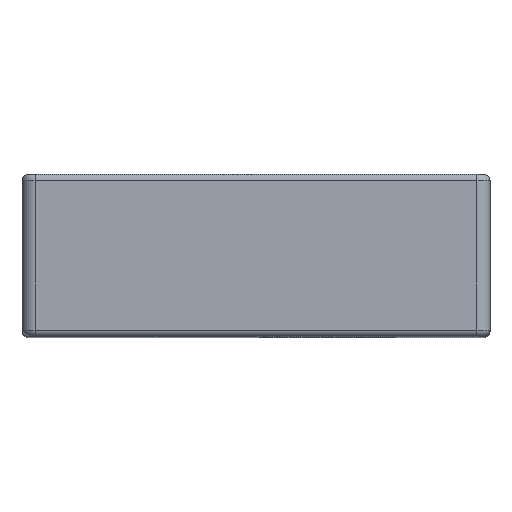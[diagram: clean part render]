
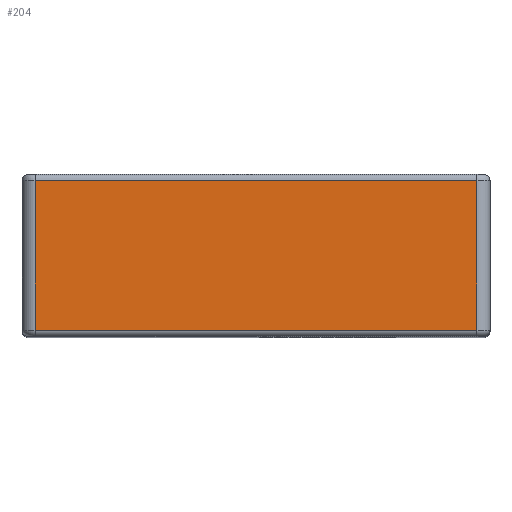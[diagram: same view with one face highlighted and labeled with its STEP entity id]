
A CAD part, top view. The second image highlights one B-rep face of the part: STEP entity #204.
In plain terms, the highlighted planar face has unit normal (0, 0, 1).
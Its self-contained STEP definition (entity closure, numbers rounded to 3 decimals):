
#30 = CARTESIAN_POINT ( 'NONE',  ( -3.4, 1.15, 5.25 ) ) ;
#68 = ORIENTED_EDGE ( 'NONE', *, *, #554, .T. ) ;
#161 = DIRECTION ( 'NONE',  ( 0., 1., 0. ) ) ;
#170 = CARTESIAN_POINT ( 'NONE',  ( 3.4, -1.15, 5.25 ) ) ;
#204 = ADVANCED_FACE ( 'NONE', ( #954 ), #329, .F. ) ;
#239 = CARTESIAN_POINT ( 'NONE',  ( -3.6, 1.25, 5.25 ) ) ;
#292 = CARTESIAN_POINT ( 'NONE',  ( -3.6, 1.15, 5.25 ) ) ;
#329 = PLANE ( 'NONE',  #612 ) ;
#372 = ORIENTED_EDGE ( 'NONE', *, *, #442, .T. ) ;
#383 = VECTOR ( 'NONE', #704, 1000. ) ;
#394 = CARTESIAN_POINT ( 'NONE',  ( 3.4, -1.15, 5.25 ) ) ;
#417 = DIRECTION ( 'NONE',  ( 0., -1., 0. ) ) ;
#438 = EDGE_LOOP ( 'NONE', ( #68, #678, #907, #372 ) ) ;
#442 = EDGE_CURVE ( 'NONE', #984, #1143, #844, .T. ) ;
#501 = CARTESIAN_POINT ( 'NONE',  ( 3.4, 1.25, 5.25 ) ) ;
#554 = EDGE_CURVE ( 'NONE', #1143, #1405, #1130, .T. ) ;
#569 = VECTOR ( 'NONE', #161, 1000. ) ;
#598 = LINE ( 'NONE', #501, #569 ) ;
#612 = AXIS2_PLACEMENT_3D ( 'NONE', #239, #751, #1191 ) ;
#619 = VECTOR ( 'NONE', #712, 1000. ) ;
#652 = LINE ( 'NONE', #394, #383 ) ;
#678 = ORIENTED_EDGE ( 'NONE', *, *, #1214, .T. ) ;
#704 = DIRECTION ( 'NONE',  ( 1., 0., 0. ) ) ;
#712 = DIRECTION ( 'NONE',  ( -1., 0., 0. ) ) ;
#718 = CARTESIAN_POINT ( 'NONE',  ( -3.4, -1.15, 5.25 ) ) ;
#737 = CARTESIAN_POINT ( 'NONE',  ( -3.4, 1.25, 5.25 ) ) ;
#751 = DIRECTION ( 'NONE',  ( 0., 0., -1. ) ) ;
#758 = CARTESIAN_POINT ( 'NONE',  ( 3.4, 1.15, 5.25 ) ) ;
#844 = LINE ( 'NONE', #292, #619 ) ;
#907 = ORIENTED_EDGE ( 'NONE', *, *, #1283, .T. ) ;
#954 = FACE_OUTER_BOUND ( 'NONE', #438, .T. ) ;
#984 = VERTEX_POINT ( 'NONE', #758 ) ;
#1001 = VECTOR ( 'NONE', #417, 1000. ) ;
#1130 = LINE ( 'NONE', #737, #1001 ) ;
#1143 = VERTEX_POINT ( 'NONE', #30 ) ;
#1191 = DIRECTION ( 'NONE',  ( -1., 0., 0. ) ) ;
#1214 = EDGE_CURVE ( 'NONE', #1405, #1258, #652, .T. ) ;
#1258 = VERTEX_POINT ( 'NONE', #170 ) ;
#1283 = EDGE_CURVE ( 'NONE', #1258, #984, #598, .T. ) ;
#1405 = VERTEX_POINT ( 'NONE', #718 ) ;
